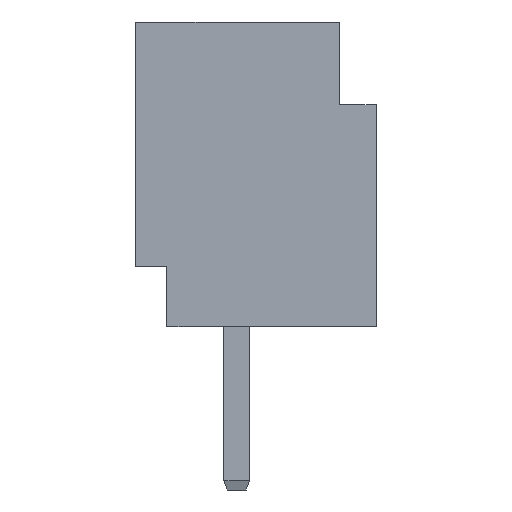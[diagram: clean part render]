
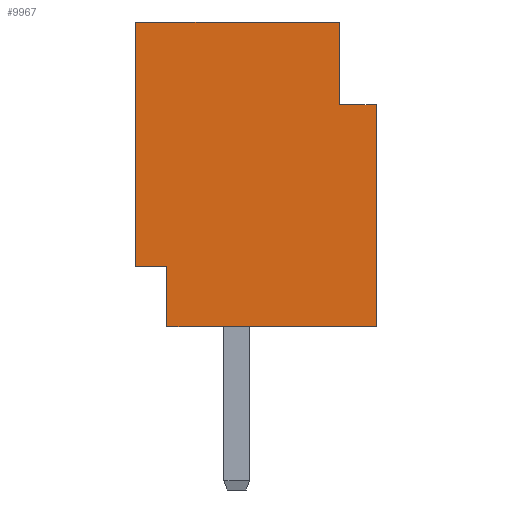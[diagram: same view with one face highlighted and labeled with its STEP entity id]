
A CAD part, left-side view. The second image highlights one B-rep face of the part: STEP entity #9967.
In plain terms, the highlighted planar face has unit normal (-1, 0, 0).
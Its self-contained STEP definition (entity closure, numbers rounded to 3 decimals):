
#475=ORIENTED_EDGE('',*,*,#2393,.T.);
#476=ORIENTED_EDGE('',*,*,#2475,.T.);
#477=ORIENTED_EDGE('',*,*,#2493,.T.);
#478=ORIENTED_EDGE('',*,*,#2494,.F.);
#479=ORIENTED_EDGE('',*,*,#2382,.F.);
#480=ORIENTED_EDGE('',*,*,#2486,.F.);
#481=ORIENTED_EDGE('',*,*,#2495,.F.);
#482=ORIENTED_EDGE('',*,*,#2496,.T.);
#2382=EDGE_CURVE('',#3396,#3397,#4040,.T.);
#2393=EDGE_CURVE('',#3407,#3406,#4051,.T.);
#2475=EDGE_CURVE('',#3406,#3484,#4133,.T.);
#2486=EDGE_CURVE('',#3492,#3396,#4144,.T.);
#2493=EDGE_CURVE('',#3484,#3497,#4151,.T.);
#2494=EDGE_CURVE('',#3397,#3497,#4152,.T.);
#2495=EDGE_CURVE('',#3498,#3492,#4153,.T.);
#2496=EDGE_CURVE('',#3498,#3407,#4154,.T.);
#3396=VERTEX_POINT('',#12389);
#3397=VERTEX_POINT('',#12391);
#3406=VERTEX_POINT('',#12412);
#3407=VERTEX_POINT('',#12414);
#3484=VERTEX_POINT('',#12575);
#3492=VERTEX_POINT('',#12597);
#3497=VERTEX_POINT('',#12612);
#3498=VERTEX_POINT('',#12615);
#4040=LINE('',#12390,#4790);
#4051=LINE('',#12413,#4801);
#4133=LINE('',#12576,#4883);
#4144=LINE('',#12598,#4894);
#4151=LINE('',#12611,#4901);
#4152=LINE('',#12613,#4902);
#4153=LINE('',#12614,#4903);
#4154=LINE('',#12616,#4904);
#4790=VECTOR('',#10832,1000.);
#4801=VECTOR('',#10847,1000.);
#4883=VECTOR('',#10935,1000.);
#4894=VECTOR('',#10952,1000.);
#4901=VECTOR('',#10963,1000.);
#4902=VECTOR('',#10964,1000.);
#4903=VECTOR('',#10965,1000.);
#4904=VECTOR('',#10966,1000.);
#5554=EDGE_LOOP('',(#475,#476,#477,#478,#479,#480,#481,#482));
#6034=FACE_BOUND('',#5554,.T.);
#6501=PLANE('',#10430);
#9967=ADVANCED_FACE('',(#6034),#6501,.T.);
#10430=AXIS2_PLACEMENT_3D('',#12610,#10961,#10962);
#10832=DIRECTION('',(0.,0.,-1.));
#10847=DIRECTION('',(0.,0.,-1.));
#10935=DIRECTION('',(0.,-1.,0.));
#10952=DIRECTION('',(0.,-1.,0.));
#10961=DIRECTION('',(-1.,0.,0.));
#10962=DIRECTION('',(0.,0.,1.));
#10963=DIRECTION('',(0.,0.,-1.));
#10964=DIRECTION('',(0.,1.,0.));
#10965=DIRECTION('',(0.,0.,-1.));
#10966=DIRECTION('',(0.,1.,0.));
#12389=CARTESIAN_POINT('',(-8.998,-1.93,3.073));
#12390=CARTESIAN_POINT('',(-8.998,-1.93,1.27));
#12391=CARTESIAN_POINT('',(-8.998,-1.93,0.));
#12412=CARTESIAN_POINT('',(-8.998,1.397,0.838));
#12413=CARTESIAN_POINT('',(-8.998,1.397,1.27));
#12414=CARTESIAN_POINT('',(-8.998,1.397,4.216));
#12575=CARTESIAN_POINT('',(-8.998,0.965,0.838));
#12576=CARTESIAN_POINT('',(-8.998,1.397,0.838));
#12597=CARTESIAN_POINT('',(-8.998,-1.422,3.073));
#12598=CARTESIAN_POINT('',(-8.998,-1.422,3.073));
#12610=CARTESIAN_POINT('',(-8.998,-1.93,1.27));
#12611=CARTESIAN_POINT('',(-8.998,0.965,0.838));
#12612=CARTESIAN_POINT('',(-8.998,0.965,0.));
#12613=CARTESIAN_POINT('',(-8.998,-1.93,0.));
#12614=CARTESIAN_POINT('',(-8.998,-1.422,4.216));
#12615=CARTESIAN_POINT('',(-8.998,-1.422,4.216));
#12616=CARTESIAN_POINT('',(-8.998,-1.93,4.216));
